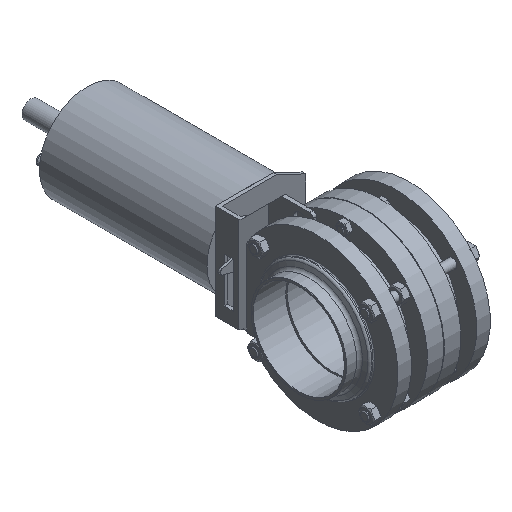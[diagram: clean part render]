
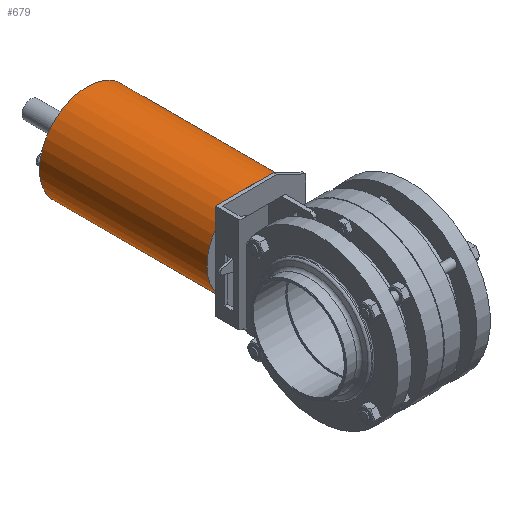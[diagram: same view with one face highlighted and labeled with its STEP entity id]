
A CAD part, isometric view. The second image highlights one B-rep face of the part: STEP entity #679.
In plain terms, the highlighted cylindrical face has radius 42.5 mm (diameter 85 mm), a full revolution.
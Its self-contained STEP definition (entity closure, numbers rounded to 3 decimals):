
#679 = ADVANCED_FACE( '', ( #1528, #1529 ), #1530, .T. );
#1528 = FACE_OUTER_BOUND( '', #2464, .T. );
#1529 = FACE_OUTER_BOUND( '', #2465, .T. );
#1530 = CYLINDRICAL_SURFACE( '', #2466, 42.5 );
#2464 = EDGE_LOOP( '', ( #4891 ) );
#2465 = EDGE_LOOP( '', ( #4892 ) );
#2466 = AXIS2_PLACEMENT_3D( '', #4893, #4894, #4895 );
#4891 = ORIENTED_EDGE( '', *, *, #5892, .F. );
#4892 = ORIENTED_EDGE( '', *, *, #5891, .T. );
#4893 = CARTESIAN_POINT( '', ( 199., 0., 0. ) );
#4894 = DIRECTION( '', ( -1., 0., 0. ) );
#4895 = DIRECTION( '', ( 0., 0., -1. ) );
#5891 = EDGE_CURVE( '', #7103, #7103, #7104, .T. );
#5892 = EDGE_CURVE( '', #7105, #7105, #7106, .T. );
#7103 = VERTEX_POINT( '', #9872 );
#7104 = CIRCLE( '', #9873, 42.5 );
#7105 = VERTEX_POINT( '', #9874 );
#7106 = CIRCLE( '', #9875, 42.5 );
#9872 = CARTESIAN_POINT( '', ( 0., 0., -42.5 ) );
#9873 = AXIS2_PLACEMENT_3D( '', #10971, #10972, #10973 );
#9874 = CARTESIAN_POINT( '', ( 149., 0., -42.5 ) );
#9875 = AXIS2_PLACEMENT_3D( '', #10974, #10975, #10976 );
#10971 = CARTESIAN_POINT( '', ( 0., 0., 0. ) );
#10972 = DIRECTION( '', ( 1., 0., 0. ) );
#10973 = DIRECTION( '', ( 0., 0., -1. ) );
#10974 = CARTESIAN_POINT( '', ( 149., 0., 0. ) );
#10975 = DIRECTION( '', ( 1., 0., 0. ) );
#10976 = DIRECTION( '', ( 0., 0., -1. ) );
